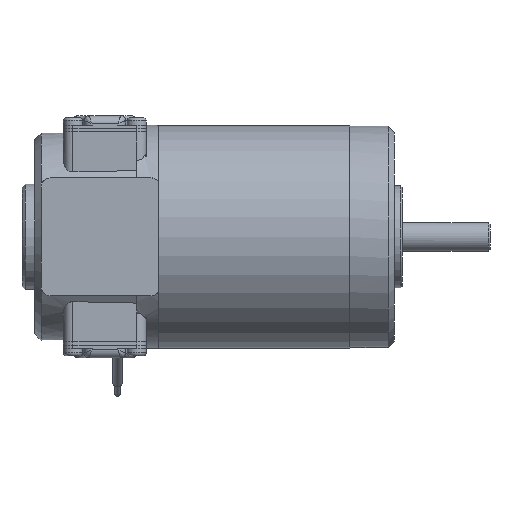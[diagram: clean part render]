
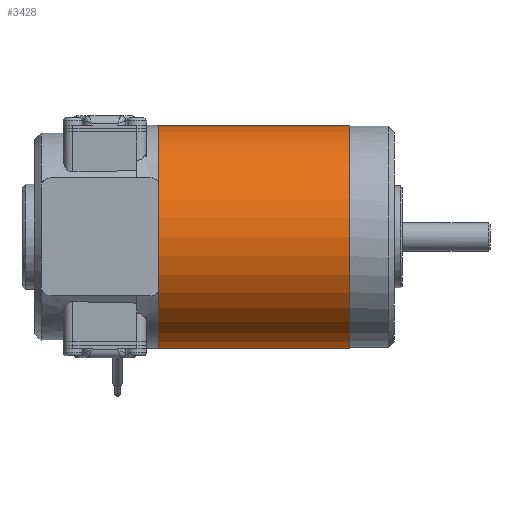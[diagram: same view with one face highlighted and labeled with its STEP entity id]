
A CAD part, front view. The second image highlights one B-rep face of the part: STEP entity #3428.
In plain terms, the highlighted cylindrical face has radius 35 mm (diameter 70 mm), a full revolution.
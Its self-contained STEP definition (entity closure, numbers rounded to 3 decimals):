
#219 = CARTESIAN_POINT ( 'NONE',  ( -1.999, 0., 35. ) ) ;
#726 = EDGE_LOOP ( 'NONE', ( #9621 ) ) ;
#1254 = CIRCLE ( 'NONE', #9322, 35. ) ;
#1525 = CARTESIAN_POINT ( 'NONE',  ( 58., 0., -35. ) ) ;
#1941 = EDGE_LOOP ( 'NONE', ( #8461 ) ) ;
#2557 = CARTESIAN_POINT ( 'NONE',  ( 58., 0., 0. ) ) ;
#2926 = DIRECTION ( 'NONE',  ( 0., 0., -1. ) ) ;
#3428 = ADVANCED_FACE ( 'Defeature ausgef�hrt8_227', ( #3649, #8052 ), #12231, .T. ) ;
#3557 = DIRECTION ( 'NONE',  ( 0., 0., 1. ) ) ;
#3649 = FACE_OUTER_BOUND ( 'NONE', #1941, .T. ) ;
#3740 = CIRCLE ( 'NONE', #11630, 35. ) ;
#5033 = EDGE_CURVE ( 'NONE', #10040, #10040, #3740, .T. ) ;
#6963 = DIRECTION ( 'NONE',  ( -1., 0., 0. ) ) ;
#8052 = FACE_OUTER_BOUND ( 'NONE', #726, .T. ) ;
#8280 = EDGE_CURVE ( 'NONE', #11271, #11271, #1254, .T. ) ;
#8426 = CARTESIAN_POINT ( 'NONE',  ( 58., 0., 0. ) ) ;
#8461 = ORIENTED_EDGE ( 'NONE', *, *, #8280, .F. ) ;
#9025 = CARTESIAN_POINT ( 'NONE',  ( -1.999, 0., 0. ) ) ;
#9322 = AXIS2_PLACEMENT_3D ( 'NONE', #8426, #12586, #2926 ) ;
#9621 = ORIENTED_EDGE ( 'NONE', *, *, #5033, .F. ) ;
#10040 = VERTEX_POINT ( 'NONE', #219 ) ;
#11219 = DIRECTION ( 'NONE',  ( 0., 0., 1. ) ) ;
#11271 = VERTEX_POINT ( 'NONE', #1525 ) ;
#11630 = AXIS2_PLACEMENT_3D ( 'NONE', #9025, #13169, #3557 ) ;
#12231 = CYLINDRICAL_SURFACE ( 'NONE', #13790, 35. ) ;
#12586 = DIRECTION ( 'NONE',  ( 1., 0., 0. ) ) ;
#13169 = DIRECTION ( 'NONE',  ( -1., 0., 0. ) ) ;
#13790 = AXIS2_PLACEMENT_3D ( 'NONE', #2557, #6963, #11219 ) ;
